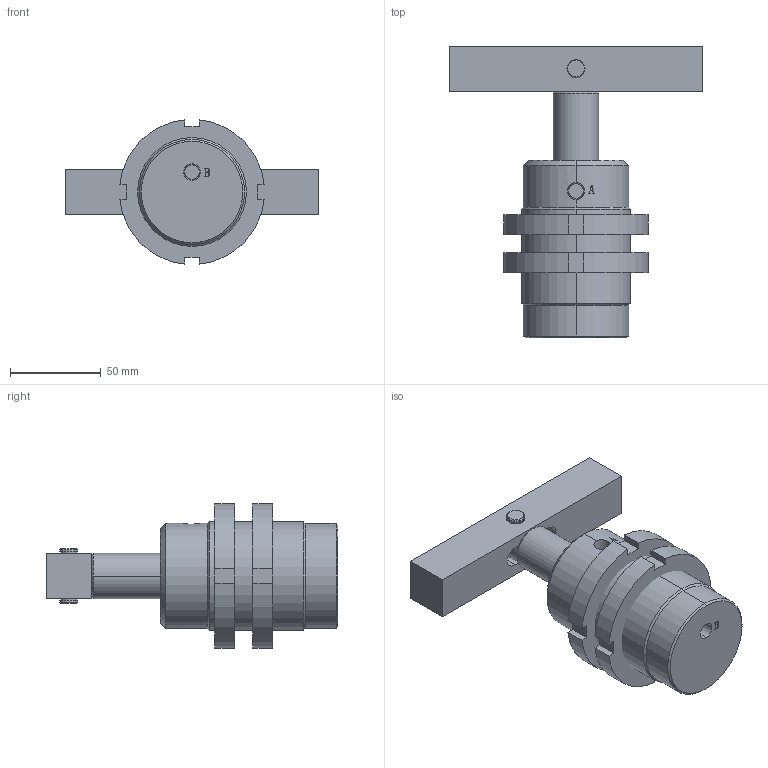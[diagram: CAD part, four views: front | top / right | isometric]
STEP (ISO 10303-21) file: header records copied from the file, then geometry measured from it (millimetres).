
FILE_DESCRIPTION (( 'STEP AP203' ), '1' );
FILE_NAME ('HNDT-40B.STEP', '2019-10-12T07:59:04', ( '微软用户' ), ( '微软中国' ), 'SwSTEP 2.0', 'SolidWorks 2012', '' );
FILE_SCHEMA (( 'CONFIG_CONTROL_DESIGN' ));
Length unit declared in the file: millimetre
Products named in the file (6): HNDT-40B; HNFT-40A掛极; 40B-D活塞杆; 40蹟譫; 40邧旋; 40种
Assembly tree (6 placements, depth 2):
  HNDT-40B
    HNFT-40A掛极
    40B-D活塞杆
    40蹟譫  x2
    40邧旋
    40种
Bounding box: 140 x 161 x 79.6 mm (x, y, z)
Volume: 417740.1 mm3; surface area: 68872 mm2
Topology: 6 solids, 6 shells, 177 faces, 432 edges, 280 vertices
Faces by surface type: plane 91, cylinder 49, cone 21, bspline 16
Entity records: 6139 total; most frequent: CARTESIAN_POINT 1845, ORIENTED_EDGE 756, DIRECTION 740, EDGE_CURVE 378, AXIS2_PLACEMENT_3D 268, VERTEX_POINT 244, VECTOR 204, LINE 204
